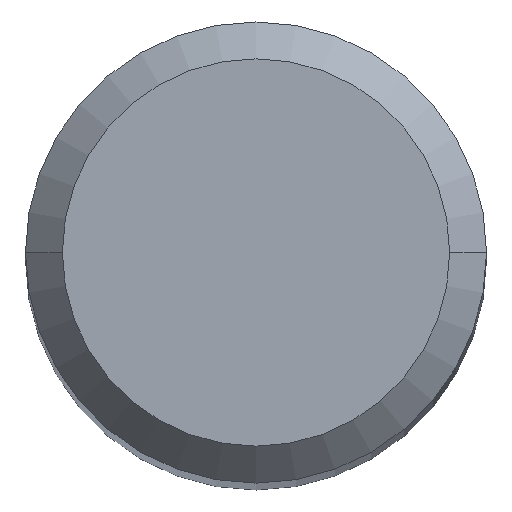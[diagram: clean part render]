
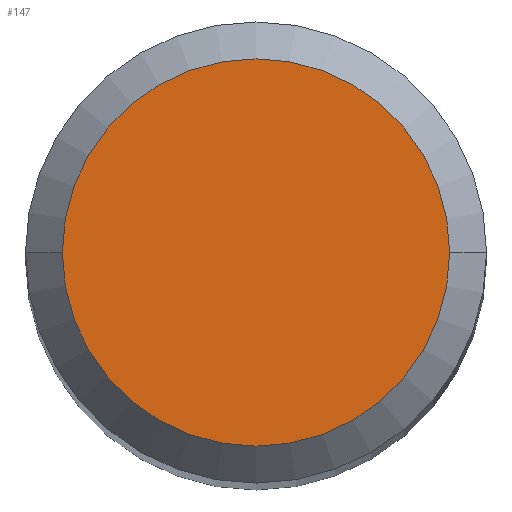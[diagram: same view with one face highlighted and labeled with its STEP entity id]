
A CAD part, top view. The second image highlights one B-rep face of the part: STEP entity #147.
In plain terms, the highlighted planar face has unit normal (0, 0, 1).
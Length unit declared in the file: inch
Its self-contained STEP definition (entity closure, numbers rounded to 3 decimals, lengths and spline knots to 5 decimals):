
#5 = ORIENTED_EDGE ( 'NONE', *, *, #247, .T. ) ;
#6 = VERTEX_POINT ( 'NONE', #248 ) ;
#16 = PLANE ( 'NONE',  #262 ) ;
#21 = DIRECTION ( 'NONE',  ( 0., 0., 1. ) ) ;
#62 = DIRECTION ( 'NONE',  ( 1., 0., 0. ) ) ;
#63 = CARTESIAN_POINT ( 'NONE',  ( 0., 0., 2. ) ) ;
#72 = VERTEX_POINT ( 'NONE', #226 ) ;
#106 = CARTESIAN_POINT ( 'NONE',  ( 0., 0., 2. ) ) ;
#145 = DIRECTION ( 'NONE',  ( 0., 0., 1. ) ) ;
#147 = ADVANCED_FACE ( 'NONE', ( #211 ), #16, .T. ) ;
#165 = CARTESIAN_POINT ( 'NONE',  ( 0., 0., 2. ) ) ;
#176 = EDGE_LOOP ( 'NONE', ( #196, #5 ) ) ;
#181 = EDGE_CURVE ( 'NONE', #72, #6, #263, .T. ) ;
#183 = AXIS2_PLACEMENT_3D ( 'NONE', #106, #190, #273 ) ;
#190 = DIRECTION ( 'NONE',  ( 0., 0., 1. ) ) ;
#196 = ORIENTED_EDGE ( 'NONE', *, *, #181, .T. ) ;
#211 = FACE_OUTER_BOUND ( 'NONE', #176, .T. ) ;
#226 = CARTESIAN_POINT ( 'NONE',  ( -0.07875, 0., 2. ) ) ;
#227 = DIRECTION ( 'NONE',  ( 1., 0., 0. ) ) ;
#247 = EDGE_CURVE ( 'NONE', #6, #72, #255, .T. ) ;
#248 = CARTESIAN_POINT ( 'NONE',  ( 0.07875, 0., 2. ) ) ;
#255 = CIRCLE ( 'NONE', #274, 0.07875 ) ;
#262 = AXIS2_PLACEMENT_3D ( 'NONE', #165, #21, #62 ) ;
#263 = CIRCLE ( 'NONE', #183, 0.07875 ) ;
#273 = DIRECTION ( 'NONE',  ( 1., 0., 0. ) ) ;
#274 = AXIS2_PLACEMENT_3D ( 'NONE', #63, #145, #227 ) ;
